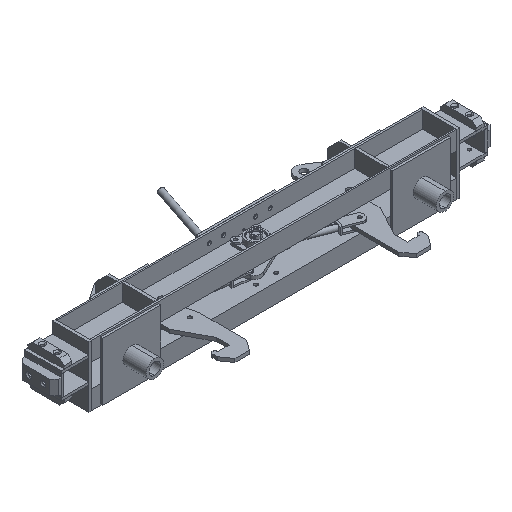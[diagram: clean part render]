
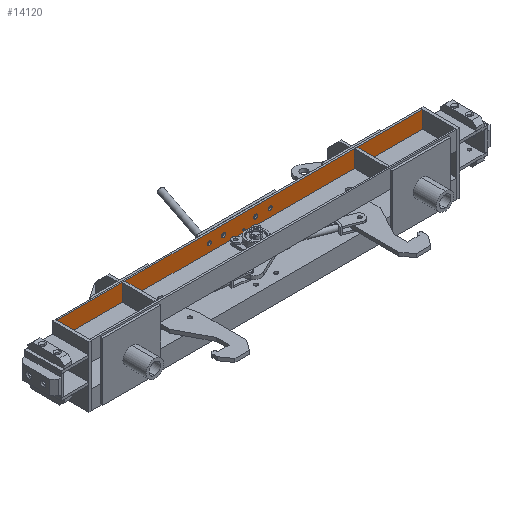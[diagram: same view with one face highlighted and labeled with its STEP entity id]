
A CAD part, isometric view. The second image highlights one B-rep face of the part: STEP entity #14120.
In plain terms, the highlighted planar face has unit normal (0, -1, 0).
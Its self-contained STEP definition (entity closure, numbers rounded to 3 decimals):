
#2 = CIRCLE ( 'NONE', #14499, 7. ) ;
#158 = CARTESIAN_POINT ( 'NONE',  ( 55., 56.5, 79.5 ) ) ;
#464 = CARTESIAN_POINT ( 'NONE',  ( -55., 56.5, 79.5 ) ) ;
#485 = ORIENTED_EDGE ( 'NONE', *, *, #942, .T. ) ;
#538 = DIRECTION ( 'NONE',  ( 0., 1., 0. ) ) ;
#592 = EDGE_CURVE ( 'NONE', #12893, #17188, #5474, .T. ) ;
#712 = DIRECTION ( 'NONE',  ( 0., 0., 1. ) ) ;
#768 = CARTESIAN_POINT ( 'NONE',  ( -105., 56.5, 72.5 ) ) ;
#942 = EDGE_CURVE ( 'NONE', #2597, #12893, #7919, .T. ) ;
#1111 = DIRECTION ( 'NONE',  ( -1., 0., 0. ) ) ;
#1180 = DIRECTION ( 'NONE',  ( 0., 0., 1. ) ) ;
#1185 = CARTESIAN_POINT ( 'NONE',  ( 55., 56.5, 72.5 ) ) ;
#1350 = CARTESIAN_POINT ( 'NONE',  ( -55., 56.5, 65.5 ) ) ;
#1467 = DIRECTION ( 'NONE',  ( 0., 0., 1. ) ) ;
#1527 = EDGE_CURVE ( 'NONE', #2948, #20348, #7561, .T. ) ;
#1855 = CIRCLE ( 'NONE', #18780, 7. ) ;
#2276 = CARTESIAN_POINT ( 'NONE',  ( 630., 56.5, 105. ) ) ;
#2597 = VERTEX_POINT ( 'NONE', #5133 ) ;
#2948 = VERTEX_POINT ( 'NONE', #1350 ) ;
#3998 = DIRECTION ( 'NONE',  ( 0., 0., 1. ) ) ;
#4048 = DIRECTION ( 'NONE',  ( 0., 0., -1. ) ) ;
#4101 = EDGE_LOOP ( 'NONE', ( #20048, #4492, #6583, #485 ) ) ;
#4470 = ORIENTED_EDGE ( 'NONE', *, *, #20390, .T. ) ;
#4492 = ORIENTED_EDGE ( 'NONE', *, *, #18446, .F. ) ;
#4670 = DIRECTION ( 'NONE',  ( 0., 0., 1. ) ) ;
#4766 = CIRCLE ( 'NONE', #9496, 7. ) ;
#4874 = EDGE_CURVE ( 'NONE', #20348, #2948, #6852, .T. ) ;
#4972 = VERTEX_POINT ( 'NONE', #10402 ) ;
#5097 = DIRECTION ( 'NONE',  ( 0., 0., 1. ) ) ;
#5133 = CARTESIAN_POINT ( 'NONE',  ( 630., 56.5, 105. ) ) ;
#5223 = FACE_OUTER_BOUND ( 'NONE', #4101, .T. ) ;
#5474 = LINE ( 'NONE', #10971, #13598 ) ;
#5578 = EDGE_CURVE ( 'NONE', #4972, #10250, #2, .T. ) ;
#5846 = EDGE_CURVE ( 'NONE', #2597, #15856, #20633, .T. ) ;
#6020 = ORIENTED_EDGE ( 'NONE', *, *, #4874, .T. ) ;
#6052 = FACE_BOUND ( 'NONE', #8848, .T. ) ;
#6079 = CARTESIAN_POINT ( 'NONE',  ( -630., 56.5, 105. ) ) ;
#6438 = EDGE_CURVE ( 'NONE', #19699, #11872, #12769, .T. ) ;
#6492 = DIRECTION ( 'NONE',  ( -1., 0., 0. ) ) ;
#6583 = ORIENTED_EDGE ( 'NONE', *, *, #5846, .F. ) ;
#6651 = DIRECTION ( 'NONE',  ( 0., 1., 0. ) ) ;
#6822 = ORIENTED_EDGE ( 'NONE', *, *, #5578, .T. ) ;
#6852 = CIRCLE ( 'NONE', #9007, 7. ) ;
#6960 = LINE ( 'NONE', #18261, #16174 ) ;
#7257 = CIRCLE ( 'NONE', #7763, 7. ) ;
#7406 = CIRCLE ( 'NONE', #19810, 7. ) ;
#7561 = CIRCLE ( 'NONE', #9233, 7. ) ;
#7715 = CARTESIAN_POINT ( 'NONE',  ( 55., 56.5, 72.5 ) ) ;
#7763 = AXIS2_PLACEMENT_3D ( 'NONE', #1185, #15057, #4670 ) ;
#7882 = VERTEX_POINT ( 'NONE', #9779 ) ;
#7919 = LINE ( 'NONE', #13563, #16287 ) ;
#8275 = PLANE ( 'NONE',  #8715 ) ;
#8335 = ORIENTED_EDGE ( 'NONE', *, *, #6438, .T. ) ;
#8616 = CARTESIAN_POINT ( 'NONE',  ( 105., 56.5, 72.5 ) ) ;
#8715 = AXIS2_PLACEMENT_3D ( 'NONE', #11999, #12074, #15492 ) ;
#8782 = FACE_BOUND ( 'NONE', #12241, .T. ) ;
#8848 = EDGE_LOOP ( 'NONE', ( #4470, #21644 ) ) ;
#8912 = CARTESIAN_POINT ( 'NONE',  ( 105., 56.5, 65.5 ) ) ;
#9007 = AXIS2_PLACEMENT_3D ( 'NONE', #18687, #6651, #1467 ) ;
#9233 = AXIS2_PLACEMENT_3D ( 'NONE', #21084, #15877, #20709 ) ;
#9306 = EDGE_CURVE ( 'NONE', #11872, #19699, #4766, .T. ) ;
#9496 = AXIS2_PLACEMENT_3D ( 'NONE', #16185, #9746, #1180 ) ;
#9746 = DIRECTION ( 'NONE',  ( 0., 1., 0. ) ) ;
#9779 = CARTESIAN_POINT ( 'NONE',  ( -105., 56.5, 65.5 ) ) ;
#10250 = VERTEX_POINT ( 'NONE', #158 ) ;
#10402 = CARTESIAN_POINT ( 'NONE',  ( 55., 56.5, 65.5 ) ) ;
#10971 = CARTESIAN_POINT ( 'NONE',  ( -630., 56.5, 105. ) ) ;
#11078 = DIRECTION ( 'NONE',  ( 0., 0., 1. ) ) ;
#11689 = ORIENTED_EDGE ( 'NONE', *, *, #17553, .T. ) ;
#11872 = VERTEX_POINT ( 'NONE', #21777 ) ;
#11999 = CARTESIAN_POINT ( 'NONE',  ( 630., 56.5, 105. ) ) ;
#12074 = DIRECTION ( 'NONE',  ( 0., 1., 0. ) ) ;
#12241 = EDGE_LOOP ( 'NONE', ( #11689, #6822 ) ) ;
#12523 = DIRECTION ( 'NONE',  ( 0., 0., -1. ) ) ;
#12715 = CARTESIAN_POINT ( 'NONE',  ( -105., 56.5, 79.5 ) ) ;
#12754 = ORIENTED_EDGE ( 'NONE', *, *, #9306, .T. ) ;
#12769 = CIRCLE ( 'NONE', #17845, 7. ) ;
#12893 = VERTEX_POINT ( 'NONE', #6079 ) ;
#13563 = CARTESIAN_POINT ( 'NONE',  ( 630., 56.5, 105. ) ) ;
#13598 = VECTOR ( 'NONE', #4048, 1000. ) ;
#14120 = ADVANCED_FACE ( 'NONE', ( #6052, #20944, #8782, #16356, #5223 ), #8275, .F. ) ;
#14499 = AXIS2_PLACEMENT_3D ( 'NONE', #7715, #14746, #712 ) ;
#14697 = VECTOR ( 'NONE', #12523, 1000. ) ;
#14746 = DIRECTION ( 'NONE',  ( 0., 1., 0. ) ) ;
#15057 = DIRECTION ( 'NONE',  ( 0., 1., 0. ) ) ;
#15336 = EDGE_LOOP ( 'NONE', ( #6020, #20907 ) ) ;
#15492 = DIRECTION ( 'NONE',  ( 0., 0., 1. ) ) ;
#15580 = CARTESIAN_POINT ( 'NONE',  ( -630., 56.5, 46. ) ) ;
#15856 = VERTEX_POINT ( 'NONE', #22350 ) ;
#15877 = DIRECTION ( 'NONE',  ( 0., 1., 0. ) ) ;
#15985 = VERTEX_POINT ( 'NONE', #12715 ) ;
#16174 = VECTOR ( 'NONE', #1111, 1000. ) ;
#16185 = CARTESIAN_POINT ( 'NONE',  ( 105., 56.5, 72.5 ) ) ;
#16287 = VECTOR ( 'NONE', #6492, 1000. ) ;
#16356 = FACE_BOUND ( 'NONE', #19777, .T. ) ;
#16539 = EDGE_CURVE ( 'NONE', #7882, #15985, #1855, .T. ) ;
#17162 = DIRECTION ( 'NONE',  ( 0., 1., 0. ) ) ;
#17188 = VERTEX_POINT ( 'NONE', #15580 ) ;
#17553 = EDGE_CURVE ( 'NONE', #10250, #4972, #7257, .T. ) ;
#17845 = AXIS2_PLACEMENT_3D ( 'NONE', #8616, #17162, #5097 ) ;
#18057 = DIRECTION ( 'NONE',  ( 0., 1., 0. ) ) ;
#18261 = CARTESIAN_POINT ( 'NONE',  ( 630., 56.5, 46. ) ) ;
#18446 = EDGE_CURVE ( 'NONE', #15856, #17188, #6960, .T. ) ;
#18687 = CARTESIAN_POINT ( 'NONE',  ( -55., 56.5, 72.5 ) ) ;
#18780 = AXIS2_PLACEMENT_3D ( 'NONE', #19721, #538, #3998 ) ;
#19699 = VERTEX_POINT ( 'NONE', #8912 ) ;
#19721 = CARTESIAN_POINT ( 'NONE',  ( -105., 56.5, 72.5 ) ) ;
#19777 = EDGE_LOOP ( 'NONE', ( #12754, #8335 ) ) ;
#19810 = AXIS2_PLACEMENT_3D ( 'NONE', #768, #18057, #11078 ) ;
#20048 = ORIENTED_EDGE ( 'NONE', *, *, #592, .T. ) ;
#20348 = VERTEX_POINT ( 'NONE', #464 ) ;
#20390 = EDGE_CURVE ( 'NONE', #15985, #7882, #7406, .T. ) ;
#20633 = LINE ( 'NONE', #2276, #14697 ) ;
#20709 = DIRECTION ( 'NONE',  ( 0., 0., 1. ) ) ;
#20907 = ORIENTED_EDGE ( 'NONE', *, *, #1527, .T. ) ;
#20944 = FACE_BOUND ( 'NONE', #15336, .T. ) ;
#21084 = CARTESIAN_POINT ( 'NONE',  ( -55., 56.5, 72.5 ) ) ;
#21644 = ORIENTED_EDGE ( 'NONE', *, *, #16539, .T. ) ;
#21777 = CARTESIAN_POINT ( 'NONE',  ( 105., 56.5, 79.5 ) ) ;
#22350 = CARTESIAN_POINT ( 'NONE',  ( 630., 56.5, 46. ) ) ;
